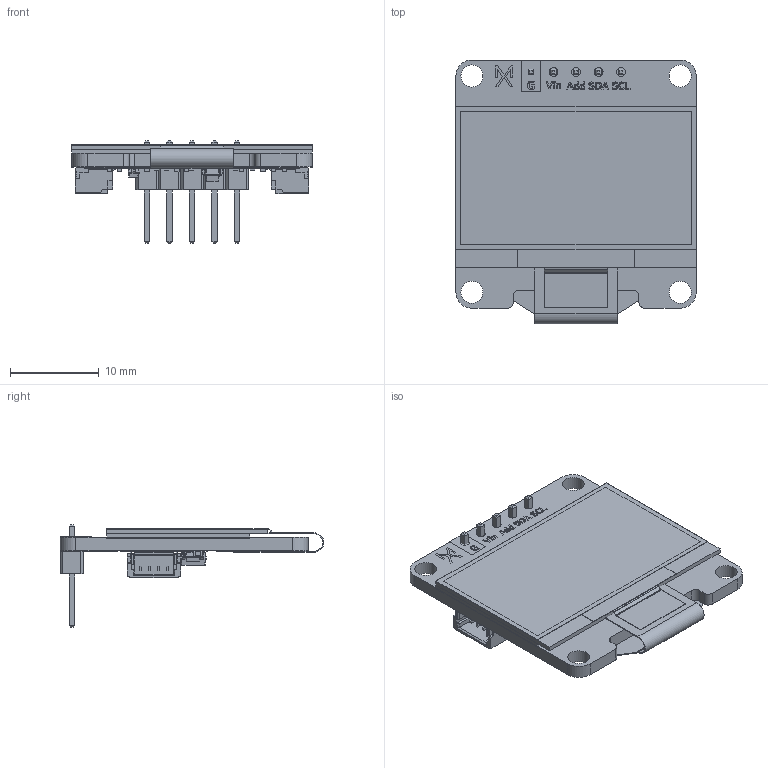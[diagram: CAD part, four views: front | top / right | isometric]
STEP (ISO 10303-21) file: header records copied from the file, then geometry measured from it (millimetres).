
FILE_DESCRIPTION(('KiCad electronic assembly'),'2;1');
FILE_NAME('STP_PRH0003.step','2025-07-08T16:52:25',('Pcbnew'),('Kicad'), 'Open CASCADE STEP processor 7.8','KiCad to STEP converter','Unknown' );
FILE_SCHEMA(('AUTOMOTIVE_DESIGN { 1 0 10303 214 1 1 1 1 }'));
Length unit declared in the file: millimetre
Products named in the file (19): STP_PRH0003 1; SOT-363_SC-70-6; PinHeader_1x05_P2.54mm_Vertical; C_0402_1005Metric; SM04B-SRSS-TB(LF)(SN)--3DModel-STEP-269445; R_0402_1005Metric; Display_OLED_0.96_128x64; Body - Back Panel.step; Body - Adhesive Pad.step; Body - Front Panel.step; Body - Flex Connector Bend.step; Body - Flex Connector Terminals.step; Body - Black Tape.step; Body - Protective Foil.step; Body - Screen Border.step; SOT-23-5; D_SOD-323; OLED_128x64_silkscreen; OLED_128x64_PCB
Assembly tree (33 placements, depth 3):
  STP_PRH0003 1
    SOT-363_SC-70-6
    PinHeader_1x05_P2.54mm_Vertical
    C_0402_1005Metric  x9
    SM04B-SRSS-TB(LF)(SN)--3DModel-STEP-269445  x2
    R_0402_1005Metric  x7
    Display_OLED_0.96_128x64
      Body - Back Panel.step
      Body - Adhesive Pad.step
      Body - Front Panel.step
      Body - Flex Connector Bend.step
      Body - Flex Connector Terminals.step
      Body - Black Tape.step
      Body - Protective Foil.step
      Body - Screen Border.step
    SOT-23-5
    D_SOD-323
    OLED_128x64_silkscreen
    OLED_128x64_PCB
Bounding box: 27.17 x 29.78 x 11.54 mm (x, y, z)
Volume: 1867.7 mm3; surface area: 6446.4 mm2
Topology: 43 solids, 134 shells, 1510 faces, 5137 edges, 3827 vertices
Faces by surface type: plane 1030, cylinder 313, bspline 167
Full cylindrical faces by diameter (mm): 1 x5, 2.5 x4
Entity records: 40879 total; most frequent: CARTESIAN_POINT 8008, ORIENTED_EDGE 5559, DIRECTION 5259, EDGE_CURVE 3509, LINE 2755, VECTOR 2755, VERTEX_POINT 2753, AXIS2_PLACEMENT_3D 1252
